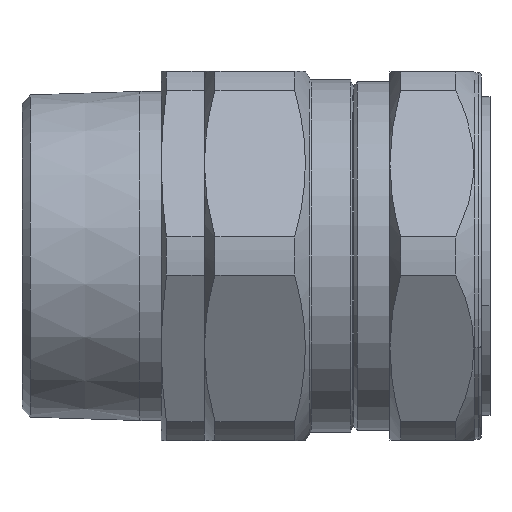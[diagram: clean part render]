
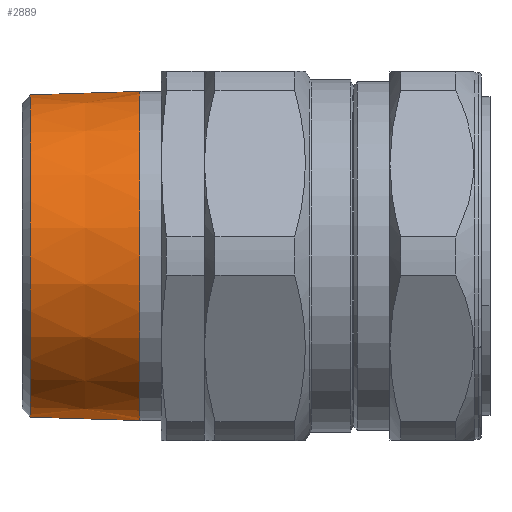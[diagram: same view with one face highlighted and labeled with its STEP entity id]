
A CAD part, front view. The second image highlights one B-rep face of the part: STEP entity #2889.
In plain terms, the highlighted conical face has half-angle 1.78 degrees and reference radius 50.9 mm.
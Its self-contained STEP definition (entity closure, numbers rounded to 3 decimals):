
#114 = CIRCLE ( 'NONE', #2932, 49.843 ) ;
#136 = AXIS2_PLACEMENT_3D ( 'NONE', #185, #2802, #2852 ) ;
#185 = CARTESIAN_POINT ( 'NONE',  ( -44.8, 0., 0. ) ) ;
#268 = CARTESIAN_POINT ( 'NONE',  ( -44.8, 0., -50.9 ) ) ;
#329 = DIRECTION ( 'NONE',  ( 1., 0., 0. ) ) ;
#380 = CARTESIAN_POINT ( 'NONE',  ( -44.8, 0., 50.9 ) ) ;
#524 = EDGE_LOOP ( 'NONE', ( #1463, #3430, #1560, #3137 ) ) ;
#619 = CIRCLE ( 'NONE', #136, 50.9 ) ;
#624 = LINE ( 'NONE', #694, #2687 ) ;
#668 = EDGE_CURVE ( 'NONE', #942, #3197, #885, .T. ) ;
#694 = CARTESIAN_POINT ( 'NONE',  ( -44.8, 0., -50.9 ) ) ;
#885 = LINE ( 'NONE', #380, #2056 ) ;
#942 = VERTEX_POINT ( 'NONE', #2188 ) ;
#1186 = EDGE_CURVE ( 'NONE', #2660, #1902, #624, .T. ) ;
#1214 = AXIS2_PLACEMENT_3D ( 'NONE', #2101, #1798, #2366 ) ;
#1463 = ORIENTED_EDGE ( 'NONE', *, *, #668, .F. ) ;
#1481 = DIRECTION ( 'NONE',  ( 1., 0., -0.031 ) ) ;
#1560 = ORIENTED_EDGE ( 'NONE', *, *, #1186, .T. ) ;
#1669 = EDGE_CURVE ( 'NONE', #1902, #3197, #619, .T. ) ;
#1732 = CARTESIAN_POINT ( 'NONE',  ( -78.801, 0., -49.843 ) ) ;
#1798 = DIRECTION ( 'NONE',  ( 1., 0., 0. ) ) ;
#1902 = VERTEX_POINT ( 'NONE', #268 ) ;
#1998 = DIRECTION ( 'NONE',  ( 1., 0., 0.031 ) ) ;
#2056 = VECTOR ( 'NONE', #1998, 1000. ) ;
#2101 = CARTESIAN_POINT ( 'NONE',  ( -44.8, 0., 0. ) ) ;
#2169 = DIRECTION ( 'NONE',  ( 0., 0., -1. ) ) ;
#2188 = CARTESIAN_POINT ( 'NONE',  ( -78.801, 0., 49.843 ) ) ;
#2366 = DIRECTION ( 'NONE',  ( 0., 0., -1. ) ) ;
#2425 = FACE_OUTER_BOUND ( 'NONE', #524, .T. ) ;
#2576 = CARTESIAN_POINT ( 'NONE',  ( -44.8, 0., 50.9 ) ) ;
#2660 = VERTEX_POINT ( 'NONE', #1732 ) ;
#2687 = VECTOR ( 'NONE', #1481, 1000. ) ;
#2802 = DIRECTION ( 'NONE',  ( -1., 0., 0. ) ) ;
#2852 = DIRECTION ( 'NONE',  ( 0., 0., 1. ) ) ;
#2889 = ADVANCED_FACE ( 'NONE', ( #2425 ), #3042, .T. ) ;
#2932 = AXIS2_PLACEMENT_3D ( 'NONE', #3292, #329, #2169 ) ;
#3042 = CONICAL_SURFACE ( 'NONE', #1214, 50.9, 0.031 ) ;
#3137 = ORIENTED_EDGE ( 'NONE', *, *, #1669, .T. ) ;
#3197 = VERTEX_POINT ( 'NONE', #2576 ) ;
#3292 = CARTESIAN_POINT ( 'NONE',  ( -78.801, 0., 0. ) ) ;
#3430 = ORIENTED_EDGE ( 'NONE', *, *, #3461, .T. ) ;
#3461 = EDGE_CURVE ( 'NONE', #942, #2660, #114, .T. ) ;
